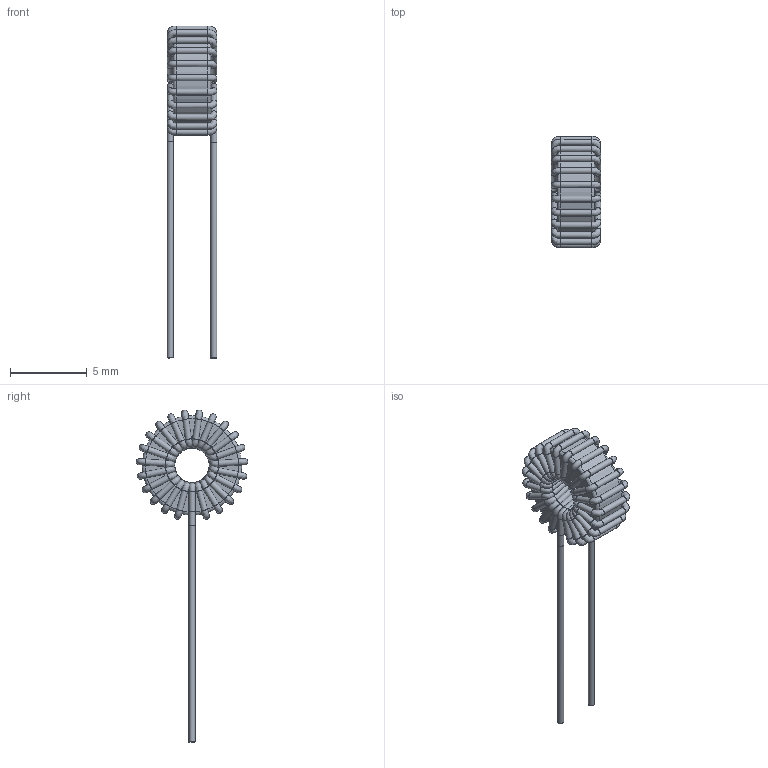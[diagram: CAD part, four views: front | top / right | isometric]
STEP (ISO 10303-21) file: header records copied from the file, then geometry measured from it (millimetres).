
FILE_DESCRIPTION( ('This file contains a STEP AP42 implementation' ,'as created by ZW3D STEP Interface translator.') ,'2;1' );
FILE_NAME( 'TR0806-L.stp' ,'14 925.132829', (''), ('ZWCAD Software Co.'), 'Version 1.0', 'ZW3D to STEP translator', '' );
FILE_SCHEMA( ('CONFIG_CONTROL_DESIGN') );
Length unit declared in the file: millimetre
Products named in the file (1): 0
Bounding box: 3.24 x 7.26 x 21.65 mm (x, y, z)
Volume: 66.1 mm3; surface area: 573 mm2
Topology: 91 solids, 134 shells, 306 faces, 683 edges, 367 vertices
Faces by surface type: bspline 306
Entity records: 67172 total; most frequent: CARTESIAN_POINT 63039, ORIENTED_EDGE 1282, EDGE_CURVE 683, B_SPLINE_CURVE_WITH_KNOTS 587, VERTEX_POINT 367, EDGE_LOOP 308, FACE_OUTER_BOUND 306, ADVANCED_FACE 306
